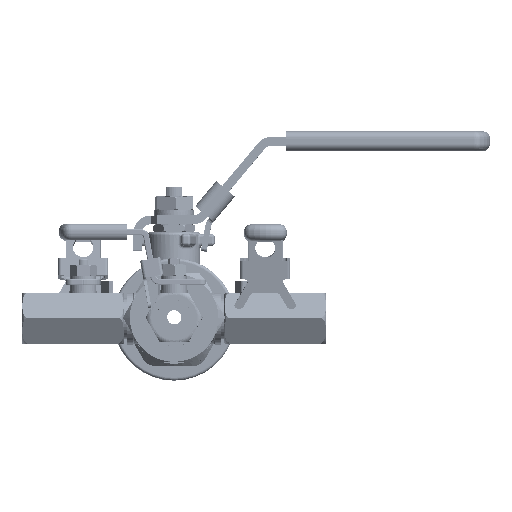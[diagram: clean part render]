
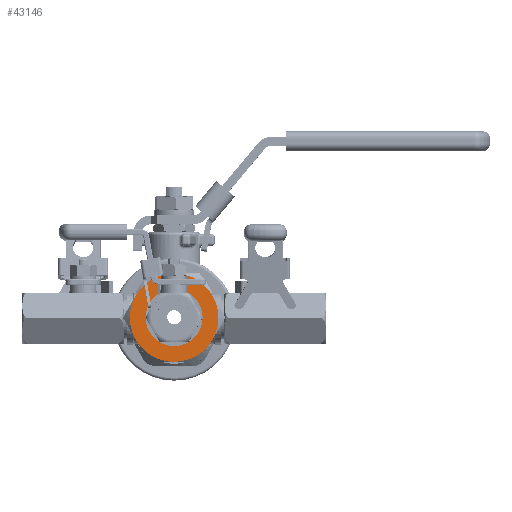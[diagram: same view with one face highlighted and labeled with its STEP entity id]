
A CAD part, top view. The second image highlights one B-rep face of the part: STEP entity #43146.
In plain terms, the highlighted planar face has unit normal (0, 0, 1).
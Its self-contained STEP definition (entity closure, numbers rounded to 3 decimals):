
#98 = DIRECTION ( 'NONE',  ( 0., 0., 1. ) ) ;
#1018 = AXIS2_PLACEMENT_3D ( 'NONE', #9916, #71639, #38575 ) ;
#1713 = DIRECTION ( 'NONE',  ( 0., 0., 1. ) ) ;
#3321 = AXIS2_PLACEMENT_3D ( 'NONE', #54848, #55937, #54476 ) ;
#4351 = EDGE_CURVE ( 'NONE', #45372, #48571, #8572, .T. ) ;
#5075 = ORIENTED_EDGE ( 'NONE', *, *, #52844, .T. ) ;
#5186 = CIRCLE ( 'NONE', #29990, 15.2 ) ;
#5263 = EDGE_CURVE ( 'NONE', #21802, #38048, #37881, .T. ) ;
#6208 = PLANE ( 'NONE',  #19779 ) ;
#7595 = CIRCLE ( 'NONE', #27582, 15.2 ) ;
#7643 = ORIENTED_EDGE ( 'NONE', *, *, #67009, .T. ) ;
#7907 = CARTESIAN_POINT ( 'NONE',  ( 13.164, 7.6, 23.5 ) ) ;
#8572 = CIRCLE ( 'NONE', #55491, 15.2 ) ;
#8872 = ORIENTED_EDGE ( 'NONE', *, *, #67861, .T. ) ;
#9272 = DIRECTION ( 'NONE',  ( 1., 0., 0. ) ) ;
#9584 = DIRECTION ( 'NONE',  ( 0., 0., 1. ) ) ;
#9617 = DIRECTION ( 'NONE',  ( 0., 0., 1. ) ) ;
#9916 = CARTESIAN_POINT ( 'NONE',  ( 0., 0., 23.5 ) ) ;
#11379 = CARTESIAN_POINT ( 'NONE',  ( 0., 15.2, 23.5 ) ) ;
#13321 = CIRCLE ( 'NONE', #59067, 15.2 ) ;
#13986 = EDGE_LOOP ( 'NONE', ( #71416, #42698 ) ) ;
#14518 = ORIENTED_EDGE ( 'NONE', *, *, #25209, .T. ) ;
#15707 = DIRECTION ( 'NONE',  ( -1., 0., 0. ) ) ;
#17624 = DIRECTION ( 'NONE',  ( 1., 0., 0. ) ) ;
#18582 = VERTEX_POINT ( 'NONE', #46956 ) ;
#18842 = CARTESIAN_POINT ( 'NONE',  ( -13.164, 7.6, 23.5 ) ) ;
#19779 = AXIS2_PLACEMENT_3D ( 'NONE', #41360, #27900, #17624 ) ;
#20131 = VERTEX_POINT ( 'NONE', #44867 ) ;
#21339 = DIRECTION ( 'NONE',  ( 1., 0., 0. ) ) ;
#21689 = EDGE_LOOP ( 'NONE', ( #28480, #7643, #22175, #22238, #14518, #8872, #5075 ) ) ;
#21735 = VERTEX_POINT ( 'NONE', #11379 ) ;
#21802 = VERTEX_POINT ( 'NONE', #45154 ) ;
#22082 = CARTESIAN_POINT ( 'NONE',  ( 0., 0., 23.5 ) ) ;
#22175 = ORIENTED_EDGE ( 'NONE', *, *, #34009, .F. ) ;
#22238 = ORIENTED_EDGE ( 'NONE', *, *, #4351, .T. ) ;
#22429 = CARTESIAN_POINT ( 'NONE',  ( 0., 0., 23.5 ) ) ;
#22480 = DIRECTION ( 'NONE',  ( 1., 0., 0. ) ) ;
#24121 = DIRECTION ( 'NONE',  ( 1., 0., 0. ) ) ;
#25209 = EDGE_CURVE ( 'NONE', #48571, #20131, #48830, .T. ) ;
#26377 = DIRECTION ( 'NONE',  ( 0., 0., -1. ) ) ;
#27582 = AXIS2_PLACEMENT_3D ( 'NONE', #22429, #51051, #44811 ) ;
#27900 = DIRECTION ( 'NONE',  ( 0., 0., 1. ) ) ;
#28480 = ORIENTED_EDGE ( 'NONE', *, *, #62945, .T. ) ;
#29990 = AXIS2_PLACEMENT_3D ( 'NONE', #22082, #44483, #21339 ) ;
#30318 = CIRCLE ( 'NONE', #3321, 9.8 ) ;
#31620 = DIRECTION ( 'NONE',  ( 1., 0., 0. ) ) ;
#33765 = FACE_BOUND ( 'NONE', #13986, .T. ) ;
#34009 = EDGE_CURVE ( 'NONE', #45372, #21735, #13321, .T. ) ;
#36900 = CARTESIAN_POINT ( 'NONE',  ( -15.2, 0., 23.5 ) ) ;
#37881 = CIRCLE ( 'NONE', #67385, 9.8 ) ;
#38048 = VERTEX_POINT ( 'NONE', #60535 ) ;
#38575 = DIRECTION ( 'NONE',  ( 1., 0., 0. ) ) ;
#41289 = CIRCLE ( 'NONE', #71750, 15.2 ) ;
#41360 = CARTESIAN_POINT ( 'NONE',  ( 0., 0., 23.5 ) ) ;
#42698 = ORIENTED_EDGE ( 'NONE', *, *, #57746, .F. ) ;
#43146 = ADVANCED_FACE ( 'NONE', ( #33765, #62082 ), #6208, .T. ) ;
#43721 = CARTESIAN_POINT ( 'NONE',  ( 13.164, -7.6, 23.5 ) ) ;
#44483 = DIRECTION ( 'NONE',  ( 0., 0., 1. ) ) ;
#44811 = DIRECTION ( 'NONE',  ( 1., 0., 0. ) ) ;
#44867 = CARTESIAN_POINT ( 'NONE',  ( -13.164, -7.6, 23.5 ) ) ;
#45154 = CARTESIAN_POINT ( 'NONE',  ( -9.8, 0., 23.5 ) ) ;
#45372 = VERTEX_POINT ( 'NONE', #18842 ) ;
#46956 = CARTESIAN_POINT ( 'NONE',  ( 0., -15.2, 23.5 ) ) ;
#46957 = CARTESIAN_POINT ( 'NONE',  ( 0., 0., 23.5 ) ) ;
#48571 = VERTEX_POINT ( 'NONE', #36900 ) ;
#48830 = CIRCLE ( 'NONE', #67713, 15.2 ) ;
#51051 = DIRECTION ( 'NONE',  ( 0., 0., 1. ) ) ;
#52380 = CARTESIAN_POINT ( 'NONE',  ( 0., 0., 23.5 ) ) ;
#52844 = EDGE_CURVE ( 'NONE', #18582, #53809, #72522, .T. ) ;
#53809 = VERTEX_POINT ( 'NONE', #43721 ) ;
#54476 = DIRECTION ( 'NONE',  ( 1., 0., 0. ) ) ;
#54848 = CARTESIAN_POINT ( 'NONE',  ( 0., 0., 23.5 ) ) ;
#55491 = AXIS2_PLACEMENT_3D ( 'NONE', #70636, #9617, #9272 ) ;
#55937 = DIRECTION ( 'NONE',  ( 0., 0., 1. ) ) ;
#57746 = EDGE_CURVE ( 'NONE', #38048, #21802, #30318, .T. ) ;
#59067 = AXIS2_PLACEMENT_3D ( 'NONE', #46957, #26377, #15707 ) ;
#59855 = VERTEX_POINT ( 'NONE', #7907 ) ;
#60271 = CARTESIAN_POINT ( 'NONE',  ( 0., 0., 23.5 ) ) ;
#60535 = CARTESIAN_POINT ( 'NONE',  ( 9.8, 0., 23.5 ) ) ;
#61418 = CARTESIAN_POINT ( 'NONE',  ( 0., 0., 23.5 ) ) ;
#62082 = FACE_OUTER_BOUND ( 'NONE', #21689, .T. ) ;
#62945 = EDGE_CURVE ( 'NONE', #53809, #59855, #41289, .T. ) ;
#67009 = EDGE_CURVE ( 'NONE', #59855, #21735, #7595, .T. ) ;
#67385 = AXIS2_PLACEMENT_3D ( 'NONE', #61418, #98, #22480 ) ;
#67713 = AXIS2_PLACEMENT_3D ( 'NONE', #52380, #1713, #24121 ) ;
#67861 = EDGE_CURVE ( 'NONE', #20131, #18582, #5186, .T. ) ;
#70636 = CARTESIAN_POINT ( 'NONE',  ( 0., 0., 23.5 ) ) ;
#71416 = ORIENTED_EDGE ( 'NONE', *, *, #5263, .F. ) ;
#71639 = DIRECTION ( 'NONE',  ( 0., 0., 1. ) ) ;
#71750 = AXIS2_PLACEMENT_3D ( 'NONE', #60271, #9584, #31620 ) ;
#72522 = CIRCLE ( 'NONE', #1018, 15.2 ) ;
